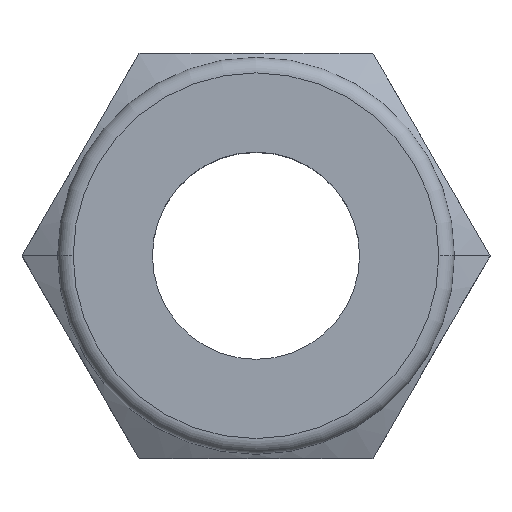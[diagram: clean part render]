
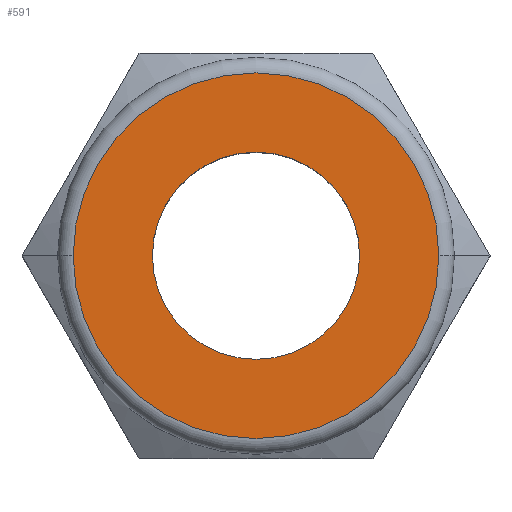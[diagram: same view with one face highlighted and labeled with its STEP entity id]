
A CAD part, top view. The second image highlights one B-rep face of the part: STEP entity #591.
In plain terms, the highlighted planar face has unit normal (0, 0, 1).
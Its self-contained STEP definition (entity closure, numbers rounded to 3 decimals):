
#10 = DIRECTION ( 'NONE',  ( 0., 0., 1. ) ) ;
#21 = CIRCLE ( 'NONE', #385, 3.324 ) ;
#26 = DIRECTION ( 'NONE',  ( 1., 0., 0. ) ) ;
#29 = FACE_OUTER_BOUND ( 'NONE', #399, .T. ) ;
#62 = CARTESIAN_POINT ( 'NONE',  ( 0., 0., 2.35 ) ) ;
#75 = DIRECTION ( 'NONE',  ( -1., 0., 0. ) ) ;
#116 = DIRECTION ( 'NONE',  ( 1., 0., 0. ) ) ;
#120 = ORIENTED_EDGE ( 'NONE', *, *, #679, .T. ) ;
#134 = CIRCLE ( 'NONE', #359, 5.865 ) ;
#140 = CARTESIAN_POINT ( 'NONE',  ( 3.324, 0., 2.35 ) ) ;
#144 = CARTESIAN_POINT ( 'NONE',  ( -3.324, 0., 2.35 ) ) ;
#156 = ORIENTED_EDGE ( 'NONE', *, *, #522, .T. ) ;
#172 = ORIENTED_EDGE ( 'NONE', *, *, #611, .F. ) ;
#178 = CARTESIAN_POINT ( 'NONE',  ( 0., 0., 2.35 ) ) ;
#183 = VERTEX_POINT ( 'NONE', #140 ) ;
#208 = VERTEX_POINT ( 'NONE', #627 ) ;
#211 = EDGE_LOOP ( 'NONE', ( #269, #172 ) ) ;
#229 = DIRECTION ( 'NONE',  ( 1., 0., 0. ) ) ;
#269 = ORIENTED_EDGE ( 'NONE', *, *, #613, .F. ) ;
#305 = VERTEX_POINT ( 'NONE', #144 ) ;
#315 = CARTESIAN_POINT ( 'NONE',  ( 0., 0., 2.35 ) ) ;
#325 = CARTESIAN_POINT ( 'NONE',  ( 0., 0., 2.35 ) ) ;
#328 = PLANE ( 'NONE',  #389 ) ;
#329 = DIRECTION ( 'NONE',  ( 0., 0., 1. ) ) ;
#359 = AXIS2_PLACEMENT_3D ( 'NONE', #315, #10, #369 ) ;
#369 = DIRECTION ( 'NONE',  ( 1., 0., 0. ) ) ;
#372 = CARTESIAN_POINT ( 'NONE',  ( 5.865, 0., 2.35 ) ) ;
#383 = AXIS2_PLACEMENT_3D ( 'NONE', #676, #329, #26 ) ;
#385 = AXIS2_PLACEMENT_3D ( 'NONE', #178, #560, #229 ) ;
#387 = DIRECTION ( 'NONE',  ( 0., 0., 1. ) ) ;
#389 = AXIS2_PLACEMENT_3D ( 'NONE', #325, #387, #75 ) ;
#398 = AXIS2_PLACEMENT_3D ( 'NONE', #62, #442, #116 ) ;
#399 = EDGE_LOOP ( 'NONE', ( #120, #156 ) ) ;
#442 = DIRECTION ( 'NONE',  ( 0., 0., 1. ) ) ;
#453 = FACE_BOUND ( 'NONE', #211, .T. ) ;
#511 = CIRCLE ( 'NONE', #398, 5.865 ) ;
#522 = EDGE_CURVE ( 'NONE', #208, #526, #511, .T. ) ;
#526 = VERTEX_POINT ( 'NONE', #372 ) ;
#560 = DIRECTION ( 'NONE',  ( 0., 0., 1. ) ) ;
#566 = CIRCLE ( 'NONE', #383, 3.324 ) ;
#591 = ADVANCED_FACE ( 'NONE', ( #29, #453 ), #328, .T. ) ;
#611 = EDGE_CURVE ( 'NONE', #305, #183, #21, .T. ) ;
#613 = EDGE_CURVE ( 'NONE', #183, #305, #566, .T. ) ;
#627 = CARTESIAN_POINT ( 'NONE',  ( -5.865, 0., 2.35 ) ) ;
#676 = CARTESIAN_POINT ( 'NONE',  ( 0., 0., 2.35 ) ) ;
#679 = EDGE_CURVE ( 'NONE', #526, #208, #134, .T. ) ;
